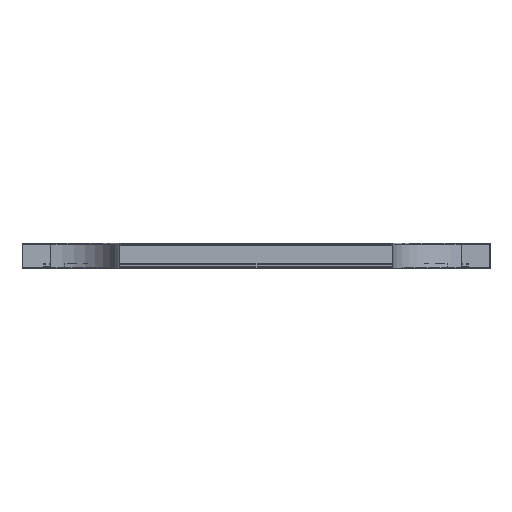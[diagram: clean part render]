
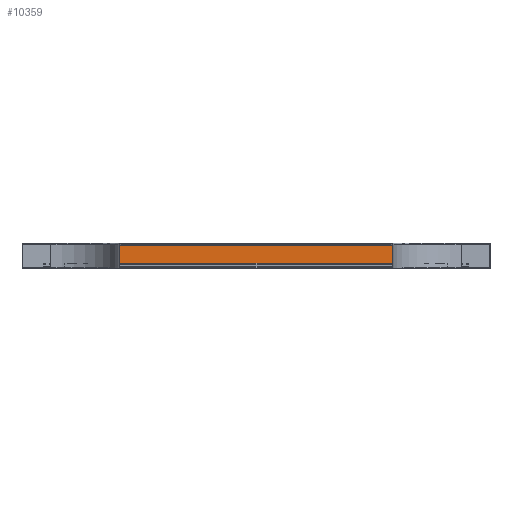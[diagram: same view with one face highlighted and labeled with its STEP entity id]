
A CAD part, top view. The second image highlights one B-rep face of the part: STEP entity #10359.
In plain terms, the highlighted face is planar.
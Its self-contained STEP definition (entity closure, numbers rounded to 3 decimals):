
#27 = DIRECTION ( 'NONE',  ( 0., 1., 0. ) ) ;
#333 = CARTESIAN_POINT ( 'NONE',  ( -2., 104., 1025. ) ) ;
#606 = CARTESIAN_POINT ( 'NONE',  ( -2., 0., 1025. ) ) ;
#652 = VERTEX_POINT ( 'NONE', #3359 ) ;
#1031 = CARTESIAN_POINT ( 'NONE',  ( -2., 2., 1025. ) ) ;
#1228 = ORIENTED_EDGE ( 'NONE', *, *, #4528, .T. ) ;
#1269 = VERTEX_POINT ( 'NONE', #333 ) ;
#1613 = VERTEX_POINT ( 'NONE', #1031 ) ;
#2079 = LINE ( 'NONE', #6948, #7309 ) ;
#2746 = EDGE_CURVE ( 'NONE', #7282, #1613, #10267, .T. ) ;
#3359 = CARTESIAN_POINT ( 'NONE',  ( -2., 104., -1025. ) ) ;
#3513 = CARTESIAN_POINT ( 'NONE',  ( -2., 2., 1025. ) ) ;
#3765 = PLANE ( 'NONE',  #8660 ) ;
#3911 = ORIENTED_EDGE ( 'NONE', *, *, #6501, .F. ) ;
#4032 = CARTESIAN_POINT ( 'NONE',  ( -2., 3., -1025. ) ) ;
#4455 = VECTOR ( 'NONE', #4556, 1000. ) ;
#4528 = EDGE_CURVE ( 'NONE', #8166, #5348, #13263, .T. ) ;
#4556 = DIRECTION ( 'NONE',  ( 0., 0., 1. ) ) ;
#4575 = CARTESIAN_POINT ( 'NONE',  ( -2., 0., -1025. ) ) ;
#4813 = CARTESIAN_POINT ( 'NONE',  ( -2., 0., 1025. ) ) ;
#5104 = DIRECTION ( 'NONE',  ( 0., -1., 0. ) ) ;
#5180 = EDGE_LOOP ( 'NONE', ( #3911, #1228, #5431, #10380, #6851, #5596 ) ) ;
#5348 = VERTEX_POINT ( 'NONE', #8464 ) ;
#5431 = ORIENTED_EDGE ( 'NONE', *, *, #8718, .T. ) ;
#5560 = CARTESIAN_POINT ( 'NONE',  ( -2., 3., -1025. ) ) ;
#5596 = ORIENTED_EDGE ( 'NONE', *, *, #10882, .T. ) ;
#5872 = DIRECTION ( 'NONE',  ( -1., 0., 0. ) ) ;
#6501 = EDGE_CURVE ( 'NONE', #8166, #652, #6973, .T. ) ;
#6634 = VECTOR ( 'NONE', #9773, 1000. ) ;
#6851 = ORIENTED_EDGE ( 'NONE', *, *, #8543, .T. ) ;
#6948 = CARTESIAN_POINT ( 'NONE',  ( -2., 104., 1025. ) ) ;
#6973 = LINE ( 'NONE', #4575, #6634 ) ;
#7282 = VERTEX_POINT ( 'NONE', #13463 ) ;
#7309 = VECTOR ( 'NONE', #7990, 1000. ) ;
#7679 = VECTOR ( 'NONE', #5104, 1000. ) ;
#7990 = DIRECTION ( 'NONE',  ( 0., 0., -1. ) ) ;
#8166 = VERTEX_POINT ( 'NONE', #5560 ) ;
#8313 = FACE_OUTER_BOUND ( 'NONE', #5180, .T. ) ;
#8402 = CARTESIAN_POINT ( 'NONE',  ( -2., 0., 1025. ) ) ;
#8464 = CARTESIAN_POINT ( 'NONE',  ( -2., 2., -1025. ) ) ;
#8543 = EDGE_CURVE ( 'NONE', #7282, #1269, #9859, .T. ) ;
#8660 = AXIS2_PLACEMENT_3D ( 'NONE', #4813, #5872, #13197 ) ;
#8718 = EDGE_CURVE ( 'NONE', #5348, #1613, #10016, .T. ) ;
#9520 = VECTOR ( 'NONE', #27, 1000. ) ;
#9773 = DIRECTION ( 'NONE',  ( 0., 1., 0. ) ) ;
#9859 = LINE ( 'NONE', #8402, #9520 ) ;
#9949 = VECTOR ( 'NONE', #13191, 1000. ) ;
#10016 = LINE ( 'NONE', #3513, #4455 ) ;
#10267 = LINE ( 'NONE', #606, #9949 ) ;
#10359 = ADVANCED_FACE ( 'NONE', ( #8313 ), #3765, .T. ) ;
#10380 = ORIENTED_EDGE ( 'NONE', *, *, #2746, .F. ) ;
#10882 = EDGE_CURVE ( 'NONE', #1269, #652, #2079, .T. ) ;
#13191 = DIRECTION ( 'NONE',  ( 0., -1., 0. ) ) ;
#13197 = DIRECTION ( 'NONE',  ( 0., 0., 1. ) ) ;
#13263 = LINE ( 'NONE', #4032, #7679 ) ;
#13463 = CARTESIAN_POINT ( 'NONE',  ( -2., 3., 1025. ) ) ;
